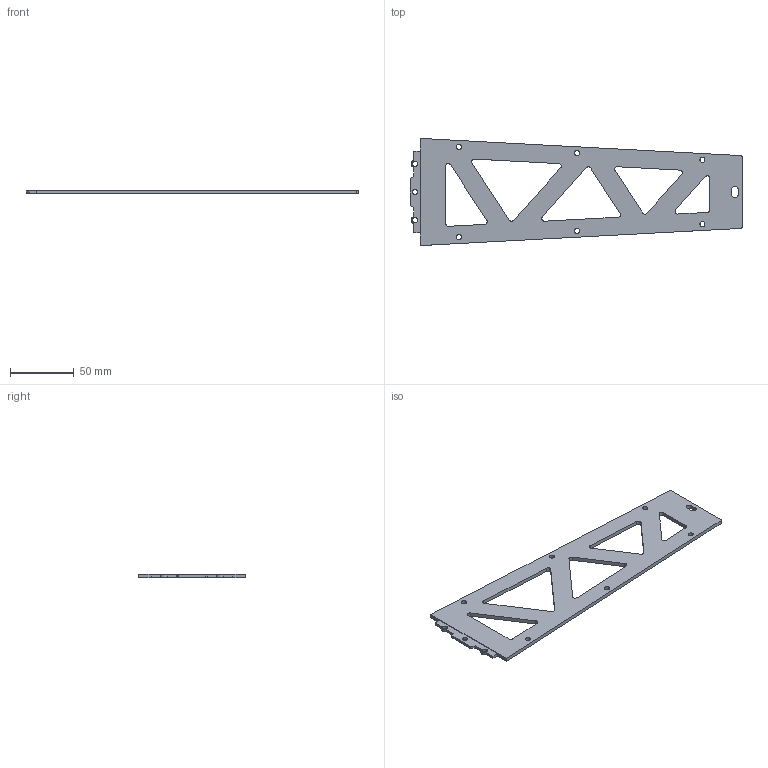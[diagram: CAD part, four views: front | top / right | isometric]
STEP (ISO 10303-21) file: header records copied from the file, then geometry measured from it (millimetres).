
FILE_DESCRIPTION(('FreeCAD Model'),'2;1');
FILE_NAME('Open CASCADE Shape Model','2023-04-24T14:45:46',('Author'),( ''),'Open CASCADE STEP processor 7.5','FreeCAD','Unknown');
FILE_SCHEMA(('AUTOMOTIVE_DESIGN { 1 0 10303 214 1 1 1 1 }'));
Length unit declared in the file: millimetre
Products named in the file (1): Body
Bounding box: 260.2 x 84 x 3 mm (x, y, z)
Volume: 36927.3 mm3; surface area: 29390.6 mm2
Topology: 1 solids, 1 shells, 67 faces, 191 edges, 126 vertices
Faces by surface type: plane 37, cylinder 30
Full cylindrical faces by diameter (mm): 4 x9
Entity records: 4821 total; most frequent: CARTESIAN_POINT 893, DIRECTION 748, LINE 453, VECTOR 453, ORIENTED_EDGE 382, PCURVE 382, DEFINITIONAL_REPRESENTATION 382, EDGE_CURVE 191
